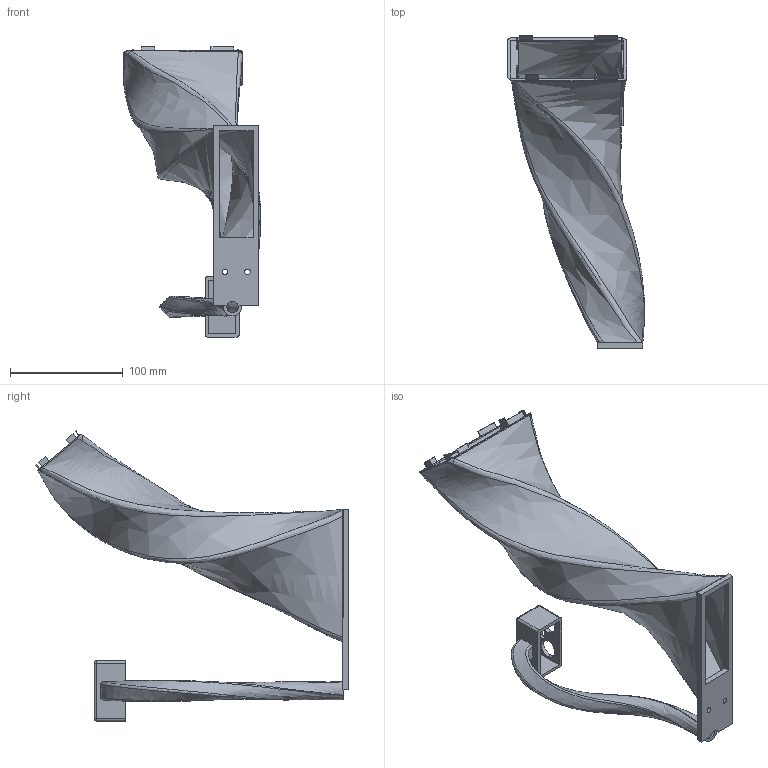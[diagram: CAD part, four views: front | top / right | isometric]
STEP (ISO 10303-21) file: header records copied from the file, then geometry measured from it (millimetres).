
FILE_DESCRIPTION((''),'2;1');
FILE_NAME('HMI_AND_ULTRASONIC_SENOSR_ASM','2024-11-20T21:00:53',('weiss'),(''),'CREO PARAMETRIC BY PTC INC, 2022014','CREO PARAMETRIC BY PTC INC, 2022014','');
FILE_SCHEMA(('CONFIG_CONTROL_DESIGN'));
Length unit declared in the file: millimetre
Products named in the file (3): HMI; ULTRASONIC_HC-SR04_-_FACE_MOUNT; HMI_AND_ULTRASONIC_SENOSR_ASM
Assembly tree (2 placements, depth 2):
  HMI_AND_ULTRASONIC_SENOSR_ASM
    HMI
    ULTRASONIC_HC-SR04_-_FACE_MOUNT
Bounding box: 121.58 x 277.71 x 257.34 mm (x, y, z)
Volume: 235450.5 mm3; surface area: 176884.9 mm2
Topology: 2 solids, 2 shells, 159 faces, 388 edges, 244 vertices
Faces by surface type: plane 91, bspline 41, cylinder 19, cone 4, sphere 4
Entity records: 17527 total; most frequent: CARTESIAN_POINT 13979, ORIENTED_EDGE 776, DIRECTION 583, EDGE_CURVE 388, VECTOR 249, LINE 249, VERTEX_POINT 244, EDGE_LOOP 184
